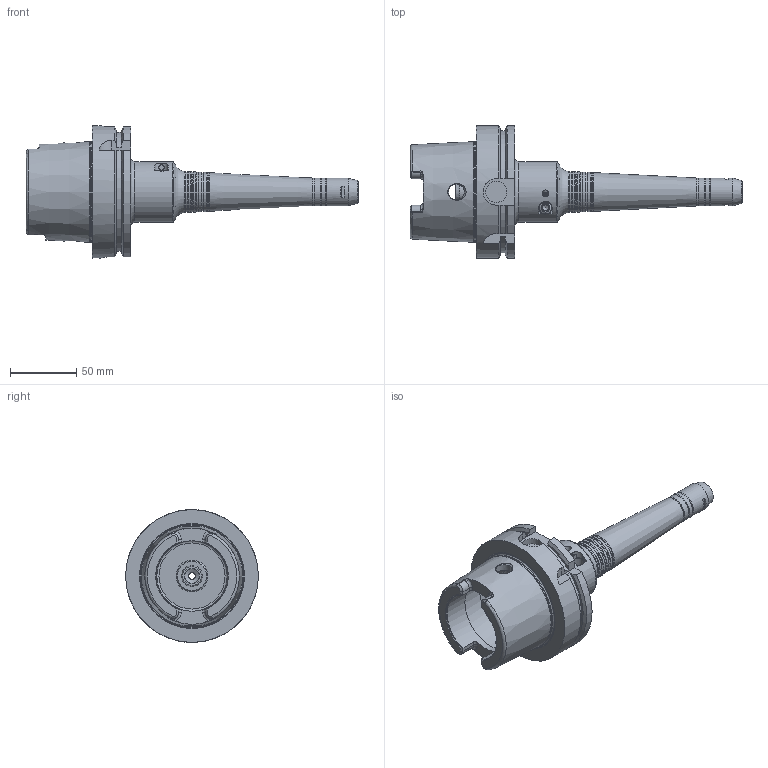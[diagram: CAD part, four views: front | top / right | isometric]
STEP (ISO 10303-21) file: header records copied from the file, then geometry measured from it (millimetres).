
FILE_DESCRIPTION((''),'2;1');
FILE_NAME('577077610200 HSK100A-PHC10SB-200-NC-3D.stp','2022-12-07T18:03:28',('nttooll'),(''),'Autodesk Inventor 2012','Autodesk Inventor 2012','');
FILE_SCHEMA(('AUTOMOTIVE_DESIGN { 1 0 10303 214 1 1 1 1 }'));
Length unit declared in the file: millimetre
Products named in the file (1): 577077610200 HSK100A-PHC10SB-200-NC-3D
Bounding box: 250 x 100 x 100 mm (x, y, z)
Volume: 368351.1 mm3; surface area: 73388.4 mm2
Topology: 1 solids, 1 shells, 235 faces, 559 edges, 345 vertices
Faces by surface type: plane 71, cylinder 69, cone 69, torus 25, revolution 1
Full cylindrical faces by diameter (mm): 1 x2, 2.309 x2, 4 x2, 4.1 x1, 4.619 x2, 5 x3, 9 x2, 10 x2, 10.4 x2, 11 x1, 12 x3, 15.3 x1, 16 x3, 21 x3, 24 x1, 45.8 x1, 53 x1, 53.8 x1, 63 x1, 75.3 x1, 100 x1
Entity records: 6677 total; most frequent: CARTESIAN_POINT 1714, DIRECTION 1066, ORIENTED_EDGE 882, AXIS2_PLACEMENT_3D 467, EDGE_CURVE 441, EDGE_LOOP 362, VERTEX_POINT 325, FACE_OUTER_BOUND 235
